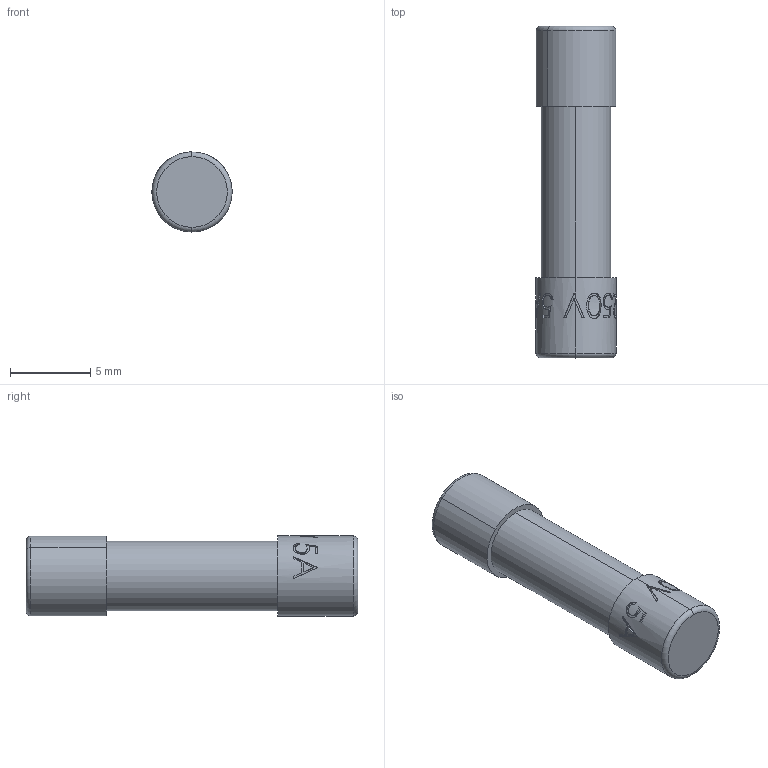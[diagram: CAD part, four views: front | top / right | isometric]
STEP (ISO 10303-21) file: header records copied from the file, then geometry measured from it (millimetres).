
FILE_DESCRIPTION (( 'STEP AP203' ), '1' );
FILE_NAME ('Fusibile 5X20 .STEP', '2013-05-20T10:05:13', ( 'Pepi' ), ( 'Hewlett-Packard Company' ), 'SwSTEP 2.0', 'SolidWorks 2012', '' );
FILE_SCHEMA (( 'CONFIG_CONTROL_DESIGN' ));
Length unit declared in the file: millimetre
Products named in the file (5): Fusibile 5X20 ; Vetro fusibile; Filo fusibile; Ferro fusibile; Ferro fusibile A
Assembly tree (4 placements, depth 2):
  Fusibile 5X20 
    Ferro fusibile A
    Vetro fusibile
    Filo fusibile
    Ferro fusibile
Bounding box: 5 x 20.7 x 5 mm (x, y, z)
Volume: 128.6 mm3; surface area: 913.7 mm2
Topology: 4 solids, 4 shells, 103 faces, 254 edges, 168 vertices
Faces by surface type: bspline 47, plane 30, cylinder 22, torus 4
Entity records: 6672 total; most frequent: CARTESIAN_POINT 4086, ORIENTED_EDGE 508, DIRECTION 293, EDGE_CURVE 254, VERTEX_POINT 168, B_SPLINE_CURVE_WITH_KNOTS 157, AXIS2_PLACEMENT_3D 133, EDGE_LOOP 114
